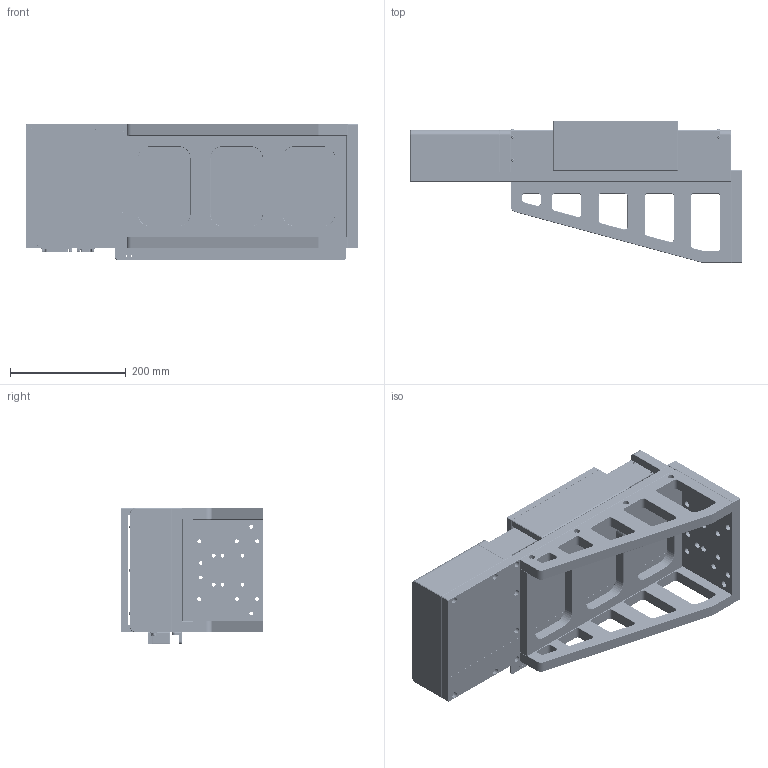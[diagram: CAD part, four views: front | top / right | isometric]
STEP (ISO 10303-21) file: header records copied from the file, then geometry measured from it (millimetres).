
FILE_DESCRIPTION (( 'STEP AP214' ), '1' );
FILE_NAME ('FMSZ215S-100H.STEP', '2022-12-07T13:44:19', ( '' ), ( '' ), 'SwSTEP 2.0', 'SolidWorks 2017', '' );
FILE_SCHEMA (( 'AUTOMOTIVE_DESIGN' ));
Length unit declared in the file: millimetre
Products named in the file (1): FMSZ215S-100H
Bounding box: 574 x 245 x 235 mm (x, y, z)
Surface area: 1730945.4 mm2 (no closed solid volume)
Topology: 0 solids, 57 shells, 5823 faces, 13969 edges, 8551 vertices
Faces by surface type: cylinder 2376, plane 2296, cone 465, torus 381, sphere 171, bspline 134
Entity records: 245839 total; most frequent: CARTESIAN_POINT 45990, DIRECTION 28937, ORIENTED_EDGE 27382, EDGE_CURVE 13695, AXIS2_PLACEMENT_3D 10835, VERTEX_POINT 8496, VECTOR 7267, LINE 7267
